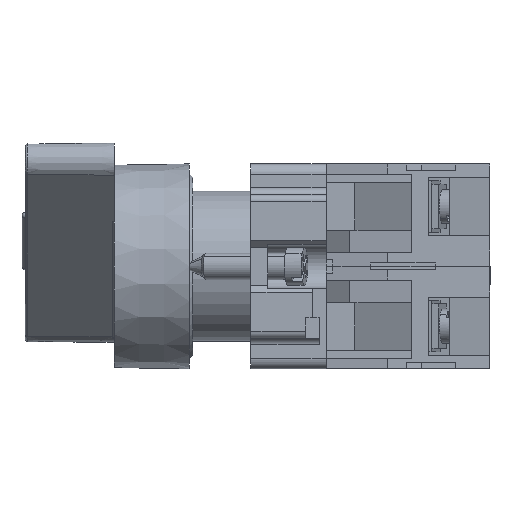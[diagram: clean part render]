
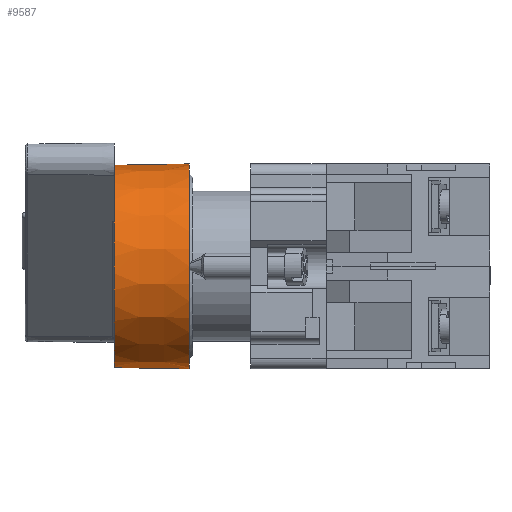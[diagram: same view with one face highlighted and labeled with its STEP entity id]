
A CAD part, left-side view. The second image highlights one B-rep face of the part: STEP entity #9587.
In plain terms, the highlighted conical face has half-angle 1 degrees and reference radius 15 mm.
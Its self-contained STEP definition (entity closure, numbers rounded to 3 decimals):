
#577 = CARTESIAN_POINT ( 'NONE',  ( -8.344, 31., 12.233 ) ) ;
#627 = DIRECTION ( 'NONE',  ( 0., 0., 1. ) ) ;
#703 = CARTESIAN_POINT ( 'NONE',  ( 0., 31., 0. ) ) ;
#847 = DIRECTION ( 'NONE',  ( 0., -1., -0.017 ) ) ;
#1633 = CARTESIAN_POINT ( 'NONE',  ( 0., 20., 0. ) ) ;
#2243 = CIRCLE ( 'NONE', #6804, 15. ) ;
#2403 = CARTESIAN_POINT ( 'NONE',  ( 0., 20., 15. ) ) ;
#2476 = DIRECTION ( 'NONE',  ( 0., 0., 1. ) ) ;
#2709 = CARTESIAN_POINT ( 'NONE',  ( 0., 31., 0. ) ) ;
#2714 = CONICAL_SURFACE ( 'NONE', #16182, 15., 0.017 ) ;
#3246 = ORIENTED_EDGE ( 'NONE', *, *, #20315, .F. ) ;
#3409 = DIRECTION ( 'NONE',  ( 0., -1., 0. ) ) ;
#3906 = CARTESIAN_POINT ( 'NONE',  ( 0., 31., -14.808 ) ) ;
#4439 = DIRECTION ( 'NONE',  ( 0., 0., 1. ) ) ;
#4604 = ORIENTED_EDGE ( 'NONE', *, *, #20282, .F. ) ;
#5053 = CARTESIAN_POINT ( 'NONE',  ( -12.233, 31., 8.344 ) ) ;
#5391 = AXIS2_PLACEMENT_3D ( 'NONE', #2709, #14165, #4439 ) ;
#6804 = AXIS2_PLACEMENT_3D ( 'NONE', #17215, #7837, #18937 ) ;
#7181 = AXIS2_PLACEMENT_3D ( 'NONE', #703, #12434, #2476 ) ;
#7837 = DIRECTION ( 'NONE',  ( 0., 1., 0. ) ) ;
#7996 = CIRCLE ( 'NONE', #8044, 14.808 ) ;
#8044 = AXIS2_PLACEMENT_3D ( 'NONE', #20407, #10795, #627 ) ;
#8230 = VERTEX_POINT ( 'NONE', #9682 ) ;
#9155 = ORIENTED_EDGE ( 'NONE', *, *, #20344, .T. ) ;
#9237 = VECTOR ( 'NONE', #847, 1000. ) ;
#9587 = ADVANCED_FACE ( 'NONE', ( #15691 ), #2714, .T. ) ;
#9682 = CARTESIAN_POINT ( 'NONE',  ( 0., 31., 14.808 ) ) ;
#9721 = CIRCLE ( 'NONE', #5391, 14.808 ) ;
#10125 = DIRECTION ( 'NONE',  ( 0., 0., 1. ) ) ;
#10454 = VERTEX_POINT ( 'NONE', #577 ) ;
#10795 = DIRECTION ( 'NONE',  ( 0., 1., 0. ) ) ;
#11918 = VERTEX_POINT ( 'NONE', #14038 ) ;
#12434 = DIRECTION ( 'NONE',  ( 0., 1., 0. ) ) ;
#13081 = CARTESIAN_POINT ( 'NONE',  ( 0., 20., 15. ) ) ;
#14038 = CARTESIAN_POINT ( 'NONE',  ( 0., 20., -15. ) ) ;
#14114 = CARTESIAN_POINT ( 'NONE',  ( 0., 20., -15. ) ) ;
#14165 = DIRECTION ( 'NONE',  ( 0., 1., 0. ) ) ;
#14321 = VECTOR ( 'NONE', #18780, 1000. ) ;
#14477 = ORIENTED_EDGE ( 'NONE', *, *, #20372, .T. ) ;
#14819 = CIRCLE ( 'NONE', #7181, 14.808 ) ;
#15691 = FACE_OUTER_BOUND ( 'NONE', #20952, .T. ) ;
#16182 = AXIS2_PLACEMENT_3D ( 'NONE', #1633, #3409, #10125 ) ;
#16258 = VERTEX_POINT ( 'NONE', #5053 ) ;
#17215 = CARTESIAN_POINT ( 'NONE',  ( 0., 20., 0. ) ) ;
#17567 = LINE ( 'NONE', #14114, #9237 ) ;
#18288 = ORIENTED_EDGE ( 'NONE', *, *, #20313, .F. ) ;
#18627 = LINE ( 'NONE', #2403, #14321 ) ;
#18780 = DIRECTION ( 'NONE',  ( 0., -1., 0.017 ) ) ;
#18937 = DIRECTION ( 'NONE',  ( 0., 0., 1. ) ) ;
#20282 = EDGE_CURVE ( 'NONE', #16258, #10454, #7996, .T. ) ;
#20313 = EDGE_CURVE ( 'NONE', #10454, #8230, #14819, .T. ) ;
#20315 = EDGE_CURVE ( 'NONE', #8230, #21024, #18627, .T. ) ;
#20344 = EDGE_CURVE ( 'NONE', #11918, #21024, #2243, .T. ) ;
#20372 = EDGE_CURVE ( 'NONE', #20738, #11918, #17567, .T. ) ;
#20393 = EDGE_CURVE ( 'NONE', #20738, #16258, #9721, .T. ) ;
#20407 = CARTESIAN_POINT ( 'NONE',  ( 0., 31., 0. ) ) ;
#20500 = ORIENTED_EDGE ( 'NONE', *, *, #20393, .F. ) ;
#20738 = VERTEX_POINT ( 'NONE', #3906 ) ;
#20952 = EDGE_LOOP ( 'NONE', ( #20500, #14477, #9155, #3246, #18288, #4604 ) ) ;
#21024 = VERTEX_POINT ( 'NONE', #13081 ) ;
